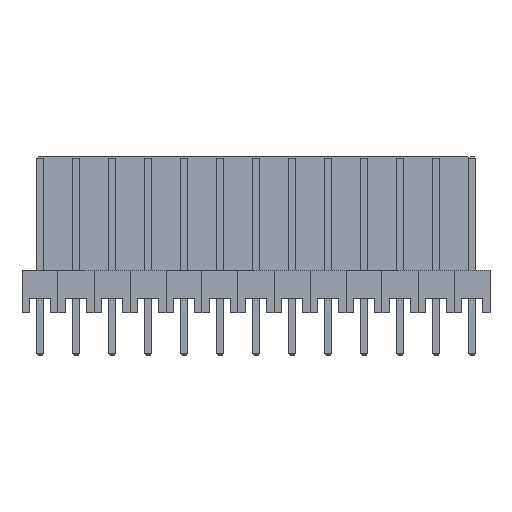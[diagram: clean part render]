
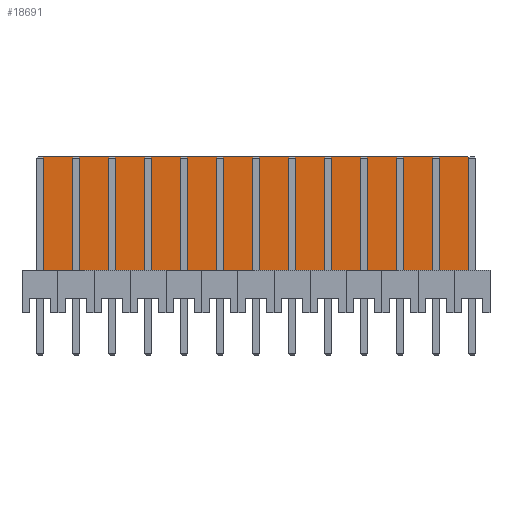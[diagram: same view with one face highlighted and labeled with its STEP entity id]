
A CAD part, front view. The second image highlights one B-rep face of the part: STEP entity #18691.
In plain terms, the highlighted face is planar.
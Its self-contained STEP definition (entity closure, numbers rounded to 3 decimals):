
#18341 = PLANE('',#18342);
#18342 = AXIS2_PLACEMENT_3D('',#18343,#18344,#18345);
#18343 = CARTESIAN_POINT('',(31.68,3.,0.));
#18344 = DIRECTION('',(-1.,0.,0.));
#18345 = DIRECTION('',(0.,1.,0.));
#18366 = VERTEX_POINT('',#18367);
#18367 = CARTESIAN_POINT('',(31.68,3.,1.));
#18381 = PLANE('',#18382);
#18382 = AXIS2_PLACEMENT_3D('',#18383,#18384,#18385);
#18383 = CARTESIAN_POINT('',(1.2,3.,0.));
#18384 = DIRECTION('',(0.,1.,0.));
#18385 = DIRECTION('',(1.,0.,0.));
#18393 = EDGE_CURVE('',#18366,#18394,#18396,.T.);
#18394 = VERTEX_POINT('',#18395);
#18395 = CARTESIAN_POINT('',(31.68,10.7,1.));
#18396 = SURFACE_CURVE('',#18397,(#18401,#18408),.PCURVE_S1.);
#18397 = LINE('',#18398,#18399);
#18398 = CARTESIAN_POINT('',(31.68,3.,1.));
#18399 = VECTOR('',#18400,1.);
#18400 = DIRECTION('',(0.,1.,0.));
#18401 = PCURVE('',#18341,#18402);
#18402 = DEFINITIONAL_REPRESENTATION('',(#18403),#18407);
#18403 = LINE('',#18404,#18405);
#18404 = CARTESIAN_POINT('',(0.,-1.));
#18405 = VECTOR('',#18406,1.);
#18406 = DIRECTION('',(1.,0.));
#18407 = ( GEOMETRIC_REPRESENTATION_CONTEXT(2) 
PARAMETRIC_REPRESENTATION_CONTEXT() REPRESENTATION_CONTEXT('2D SPACE',''
  ) );
#18408 = PCURVE('',#18409,#18414);
#18409 = PLANE('',#18410);
#18410 = AXIS2_PLACEMENT_3D('',#18411,#18412,#18413);
#18411 = CARTESIAN_POINT('',(31.68,3.,1.));
#18412 = DIRECTION('',(0.,0.,-1.));
#18413 = DIRECTION('',(0.,1.,0.));
#18414 = DEFINITIONAL_REPRESENTATION('',(#18415),#18419);
#18415 = LINE('',#18416,#18417);
#18416 = CARTESIAN_POINT('',(0.,0.));
#18417 = VECTOR('',#18418,1.);
#18418 = DIRECTION('',(1.,0.));
#18419 = ( GEOMETRIC_REPRESENTATION_CONTEXT(2) 
PARAMETRIC_REPRESENTATION_CONTEXT() REPRESENTATION_CONTEXT('2D SPACE',''
  ) );
#18435 = CYLINDRICAL_SURFACE('',#18436,0.3);
#18436 = AXIS2_PLACEMENT_3D('',#18437,#18438,#18439);
#18437 = CARTESIAN_POINT('',(31.38,10.7,0.));
#18438 = DIRECTION('',(0.,0.,1.));
#18439 = DIRECTION('',(1.,0.,-0.));
#18490 = PLANE('',#18491);
#18491 = AXIS2_PLACEMENT_3D('',#18492,#18493,#18494);
#18492 = CARTESIAN_POINT('',(1.2,11.,0.));
#18493 = DIRECTION('',(1.,0.,0.));
#18494 = DIRECTION('',(0.,-1.,0.));
#18523 = CYLINDRICAL_SURFACE('',#18524,0.3);
#18524 = AXIS2_PLACEMENT_3D('',#18525,#18526,#18527);
#18525 = CARTESIAN_POINT('',(1.5,10.7,0.));
#18526 = DIRECTION('',(0.,0.,1.));
#18527 = DIRECTION('',(-0.,1.,0.));
#18551 = PLANE('',#18552);
#18552 = AXIS2_PLACEMENT_3D('',#18553,#18554,#18555);
#18553 = CARTESIAN_POINT('',(31.68,11.,0.));
#18554 = DIRECTION('',(0.,-1.,0.));
#18555 = DIRECTION('',(-1.,0.,0.));
#18594 = VERTEX_POINT('',#18595);
#18595 = CARTESIAN_POINT('',(31.38,11.,1.));
#18616 = EDGE_CURVE('',#18394,#18594,#18617,.T.);
#18617 = SURFACE_CURVE('',#18618,(#18623,#18630),.PCURVE_S1.);
#18618 = CIRCLE('',#18619,0.3);
#18619 = AXIS2_PLACEMENT_3D('',#18620,#18621,#18622);
#18620 = CARTESIAN_POINT('',(31.38,10.7,1.));
#18621 = DIRECTION('',(0.,0.,1.));
#18622 = DIRECTION('',(0.,-1.,0.));
#18623 = PCURVE('',#18435,#18624);
#18624 = DEFINITIONAL_REPRESENTATION('',(#18625),#18629);
#18625 = LINE('',#18626,#18627);
#18626 = CARTESIAN_POINT('',(-1.571,1.));
#18627 = VECTOR('',#18628,1.);
#18628 = DIRECTION('',(1.,0.));
#18629 = ( GEOMETRIC_REPRESENTATION_CONTEXT(2) 
PARAMETRIC_REPRESENTATION_CONTEXT() REPRESENTATION_CONTEXT('2D SPACE',''
  ) );
#18630 = PCURVE('',#18409,#18631);
#18631 = DEFINITIONAL_REPRESENTATION('',(#18632),#18640);
#18632 = ( BOUNDED_CURVE() B_SPLINE_CURVE(2,(#18633,#18634,#18635,#18636
    ,#18637,#18638,#18639),.UNSPECIFIED.,.F.,.F.) 
B_SPLINE_CURVE_WITH_KNOTS((1,2,2,2,2,1),(-2.094,0.,
    2.094,4.189,6.283,8.378),
.UNSPECIFIED.) CURVE() GEOMETRIC_REPRESENTATION_ITEM() 
RATIONAL_B_SPLINE_CURVE((1.,0.5,1.,0.5,1.,0.5,1.)) REPRESENTATION_ITEM(
  '') );
#18633 = CARTESIAN_POINT('',(7.4,-0.3));
#18634 = CARTESIAN_POINT('',(7.4,0.22));
#18635 = CARTESIAN_POINT('',(7.85,-0.04));
#18636 = CARTESIAN_POINT('',(8.3,-0.3));
#18637 = CARTESIAN_POINT('',(7.85,-0.56));
#18638 = CARTESIAN_POINT('',(7.4,-0.82));
#18639 = CARTESIAN_POINT('',(7.4,-0.3));
#18640 = ( GEOMETRIC_REPRESENTATION_CONTEXT(2) 
PARAMETRIC_REPRESENTATION_CONTEXT() REPRESENTATION_CONTEXT('2D SPACE',''
  ) );
#18647 = VERTEX_POINT('',#18648);
#18648 = CARTESIAN_POINT('',(1.2,3.,1.));
#18669 = EDGE_CURVE('',#18647,#18366,#18670,.T.);
#18670 = SURFACE_CURVE('',#18671,(#18675,#18682),.PCURVE_S1.);
#18671 = LINE('',#18672,#18673);
#18672 = CARTESIAN_POINT('',(1.2,3.,1.));
#18673 = VECTOR('',#18674,1.);
#18674 = DIRECTION('',(1.,0.,0.));
#18675 = PCURVE('',#18381,#18676);
#18676 = DEFINITIONAL_REPRESENTATION('',(#18677),#18681);
#18677 = LINE('',#18678,#18679);
#18678 = CARTESIAN_POINT('',(0.,-1.));
#18679 = VECTOR('',#18680,1.);
#18680 = DIRECTION('',(1.,0.));
#18681 = ( GEOMETRIC_REPRESENTATION_CONTEXT(2) 
PARAMETRIC_REPRESENTATION_CONTEXT() REPRESENTATION_CONTEXT('2D SPACE',''
  ) );
#18682 = PCURVE('',#18409,#18683);
#18683 = DEFINITIONAL_REPRESENTATION('',(#18684),#18688);
#18684 = LINE('',#18685,#18686);
#18685 = CARTESIAN_POINT('',(0.,-30.48));
#18686 = VECTOR('',#18687,1.);
#18687 = DIRECTION('',(0.,1.));
#18688 = ( GEOMETRIC_REPRESENTATION_CONTEXT(2) 
PARAMETRIC_REPRESENTATION_CONTEXT() REPRESENTATION_CONTEXT('2D SPACE',''
  ) );
#18691 = ADVANCED_FACE('',(#18692),#18409,.F.);
#18692 = FACE_BOUND('',#18693,.F.);
#18693 = EDGE_LOOP('',(#18694,#18695,#18696,#18719,#18747,#18768));
#18694 = ORIENTED_EDGE('',*,*,#18393,.F.);
#18695 = ORIENTED_EDGE('',*,*,#18669,.F.);
#18696 = ORIENTED_EDGE('',*,*,#18697,.F.);
#18697 = EDGE_CURVE('',#18698,#18647,#18700,.T.);
#18698 = VERTEX_POINT('',#18699);
#18699 = CARTESIAN_POINT('',(1.2,10.7,1.));
#18700 = SURFACE_CURVE('',#18701,(#18705,#18712),.PCURVE_S1.);
#18701 = LINE('',#18702,#18703);
#18702 = CARTESIAN_POINT('',(1.2,11.,1.));
#18703 = VECTOR('',#18704,1.);
#18704 = DIRECTION('',(0.,-1.,0.));
#18705 = PCURVE('',#18409,#18706);
#18706 = DEFINITIONAL_REPRESENTATION('',(#18707),#18711);
#18707 = LINE('',#18708,#18709);
#18708 = CARTESIAN_POINT('',(8.,-30.48));
#18709 = VECTOR('',#18710,1.);
#18710 = DIRECTION('',(-1.,0.));
#18711 = ( GEOMETRIC_REPRESENTATION_CONTEXT(2) 
PARAMETRIC_REPRESENTATION_CONTEXT() REPRESENTATION_CONTEXT('2D SPACE',''
  ) );
#18712 = PCURVE('',#18490,#18713);
#18713 = DEFINITIONAL_REPRESENTATION('',(#18714),#18718);
#18714 = LINE('',#18715,#18716);
#18715 = CARTESIAN_POINT('',(0.,-1.));
#18716 = VECTOR('',#18717,1.);
#18717 = DIRECTION('',(1.,0.));
#18718 = ( GEOMETRIC_REPRESENTATION_CONTEXT(2) 
PARAMETRIC_REPRESENTATION_CONTEXT() REPRESENTATION_CONTEXT('2D SPACE',''
  ) );
#18719 = ORIENTED_EDGE('',*,*,#18720,.F.);
#18720 = EDGE_CURVE('',#18721,#18698,#18723,.T.);
#18721 = VERTEX_POINT('',#18722);
#18722 = CARTESIAN_POINT('',(1.5,11.,1.));
#18723 = SURFACE_CURVE('',#18724,(#18729,#18740),.PCURVE_S1.);
#18724 = CIRCLE('',#18725,0.3);
#18725 = AXIS2_PLACEMENT_3D('',#18726,#18727,#18728);
#18726 = CARTESIAN_POINT('',(1.5,10.7,1.));
#18727 = DIRECTION('',(0.,0.,1.));
#18728 = DIRECTION('',(0.,-1.,0.));
#18729 = PCURVE('',#18409,#18730);
#18730 = DEFINITIONAL_REPRESENTATION('',(#18731),#18739);
#18731 = ( BOUNDED_CURVE() B_SPLINE_CURVE(2,(#18732,#18733,#18734,#18735
    ,#18736,#18737,#18738),.UNSPECIFIED.,.F.,.F.) 
B_SPLINE_CURVE_WITH_KNOTS((1,2,2,2,2,1),(-2.094,0.,
    2.094,4.189,6.283,8.378),
.UNSPECIFIED.) CURVE() GEOMETRIC_REPRESENTATION_ITEM() 
RATIONAL_B_SPLINE_CURVE((1.,0.5,1.,0.5,1.,0.5,1.)) REPRESENTATION_ITEM(
  '') );
#18732 = CARTESIAN_POINT('',(7.4,-30.18));
#18733 = CARTESIAN_POINT('',(7.4,-29.66));
#18734 = CARTESIAN_POINT('',(7.85,-29.92));
#18735 = CARTESIAN_POINT('',(8.3,-30.18));
#18736 = CARTESIAN_POINT('',(7.85,-30.44));
#18737 = CARTESIAN_POINT('',(7.4,-30.7));
#18738 = CARTESIAN_POINT('',(7.4,-30.18));
#18739 = ( GEOMETRIC_REPRESENTATION_CONTEXT(2) 
PARAMETRIC_REPRESENTATION_CONTEXT() REPRESENTATION_CONTEXT('2D SPACE',''
  ) );
#18740 = PCURVE('',#18523,#18741);
#18741 = DEFINITIONAL_REPRESENTATION('',(#18742),#18746);
#18742 = LINE('',#18743,#18744);
#18743 = CARTESIAN_POINT('',(-3.142,1.));
#18744 = VECTOR('',#18745,1.);
#18745 = DIRECTION('',(1.,0.));
#18746 = ( GEOMETRIC_REPRESENTATION_CONTEXT(2) 
PARAMETRIC_REPRESENTATION_CONTEXT() REPRESENTATION_CONTEXT('2D SPACE',''
  ) );
#18747 = ORIENTED_EDGE('',*,*,#18748,.F.);
#18748 = EDGE_CURVE('',#18594,#18721,#18749,.T.);
#18749 = SURFACE_CURVE('',#18750,(#18754,#18761),.PCURVE_S1.);
#18750 = LINE('',#18751,#18752);
#18751 = CARTESIAN_POINT('',(31.68,11.,1.));
#18752 = VECTOR('',#18753,1.);
#18753 = DIRECTION('',(-1.,0.,0.));
#18754 = PCURVE('',#18409,#18755);
#18755 = DEFINITIONAL_REPRESENTATION('',(#18756),#18760);
#18756 = LINE('',#18757,#18758);
#18757 = CARTESIAN_POINT('',(8.,0.));
#18758 = VECTOR('',#18759,1.);
#18759 = DIRECTION('',(0.,-1.));
#18760 = ( GEOMETRIC_REPRESENTATION_CONTEXT(2) 
PARAMETRIC_REPRESENTATION_CONTEXT() REPRESENTATION_CONTEXT('2D SPACE',''
  ) );
#18761 = PCURVE('',#18551,#18762);
#18762 = DEFINITIONAL_REPRESENTATION('',(#18763),#18767);
#18763 = LINE('',#18764,#18765);
#18764 = CARTESIAN_POINT('',(0.,-1.));
#18765 = VECTOR('',#18766,1.);
#18766 = DIRECTION('',(1.,0.));
#18767 = ( GEOMETRIC_REPRESENTATION_CONTEXT(2) 
PARAMETRIC_REPRESENTATION_CONTEXT() REPRESENTATION_CONTEXT('2D SPACE',''
  ) );
#18768 = ORIENTED_EDGE('',*,*,#18616,.F.);
